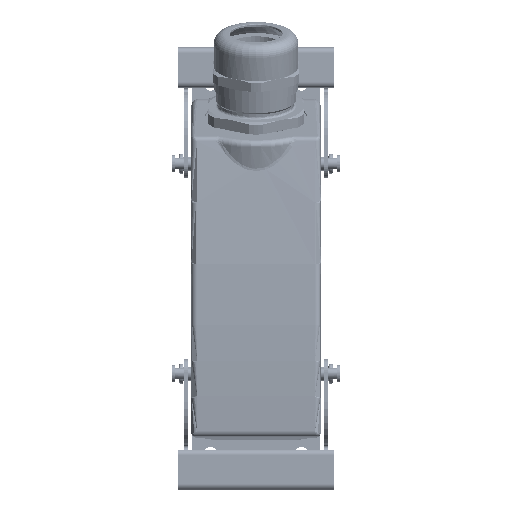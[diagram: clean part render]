
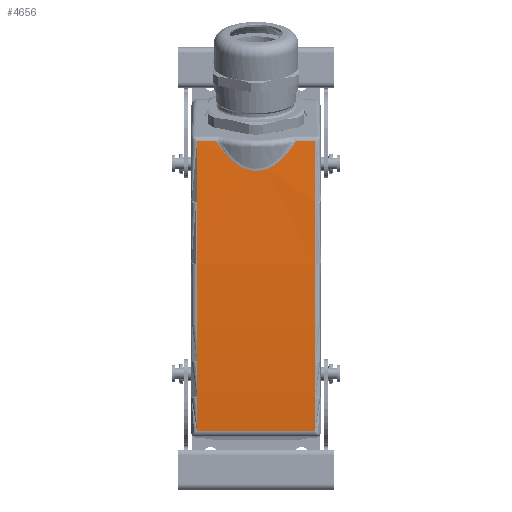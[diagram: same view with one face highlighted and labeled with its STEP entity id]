
A CAD part, top view. The second image highlights one B-rep face of the part: STEP entity #4656.
In plain terms, the highlighted cylindrical face has radius 600 mm (diameter 1200 mm), a partial arc.
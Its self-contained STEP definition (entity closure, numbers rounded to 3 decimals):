
#4497=AXIS2_PLACEMENT_3D('Circle Axis2P3D',#4495,#4496,$) ;
#4586=AXIS2_PLACEMENT_3D('Cylinder Axis2P3D',#4583,#4584,#4585) ;
#4624=AXIS2_PLACEMENT_3D('Circle Axis2P3D',#4622,#4623,$) ;
#4631=AXIS2_PLACEMENT_3D('Circle Axis2P3D',#4629,#4630,$) ;
#4636=AXIS2_PLACEMENT_3D('Circle Axis2P3D',#4634,#4635,$) ;
#3663=CARTESIAN_POINT('Vertex',(50.25,20.572,90.669)) ;
#3666=CARTESIAN_POINT('Line Origine',(29.5,20.572,90.669)) ;
#3670=CARTESIAN_POINT('Vertex',(8.75,20.572,90.669)) ;
#4492=CARTESIAN_POINT('Vertex',(50.25,57.943,92.712)) ;
#4495=CARTESIAN_POINT('Axis2P3D Location',(50.25,72.,-507.123)) ;
#4583=CARTESIAN_POINT('Axis2P3D Location',(29.5,72.,-507.123)) ;
#4589=CARTESIAN_POINT('Control Point',(15.428,122.788,90.723)) ;
#4590=CARTESIAN_POINT('Control Point',(15.883,122.056,90.785)) ;
#4591=CARTESIAN_POINT('Control Point',(16.357,121.334,90.846)) ;
#4592=CARTESIAN_POINT('Control Point',(16.85,120.626,90.904)) ;
#4593=CARTESIAN_POINT('Control Point',(18.282,118.697,91.059)) ;
#4594=CARTESIAN_POINT('Control Point',(19.901,116.906,91.195)) ;
#4595=CARTESIAN_POINT('Control Point',(21.027,115.831,91.275)) ;
#4596=CARTESIAN_POINT('Control Point',(23.047,114.246,91.388)) ;
#4597=CARTESIAN_POINT('Control Point',(25.35,113.125,91.466)) ;
#4598=CARTESIAN_POINT('Control Point',(26.298,112.772,91.49)) ;
#4599=CARTESIAN_POINT('Control Point',(28.209,112.303,91.522)) ;
#4600=CARTESIAN_POINT('Control Point',(30.177,112.292,91.522)) ;
#4601=CARTESIAN_POINT('Control Point',(31.127,112.402,91.515)) ;
#4602=CARTESIAN_POINT('Control Point',(33.364,112.924,91.48)) ;
#4603=CARTESIAN_POINT('Control Point',(35.416,113.969,91.408)) ;
#4604=CARTESIAN_POINT('Control Point',(36.532,114.716,91.355)) ;
#4605=CARTESIAN_POINT('Control Point',(38.841,116.58,91.22)) ;
#4606=CARTESIAN_POINT('Control Point',(40.804,118.792,91.051)) ;
#4607=CARTESIAN_POINT('Control Point',(41.799,120.079,90.949)) ;
#4608=CARTESIAN_POINT('Control Point',(42.718,121.414,90.84)) ;
#4609=CARTESIAN_POINT('Control Point',(43.572,122.788,90.723)) ;
#4610=CARTESIAN_POINT('Vertex',(43.572,122.788,90.723)) ;
#4612=CARTESIAN_POINT('Vertex',(15.428,122.788,90.723)) ;
#4615=CARTESIAN_POINT('Line Origine',(29.5,122.788,90.723)) ;
#4619=CARTESIAN_POINT('Vertex',(8.75,122.788,90.723)) ;
#4622=CARTESIAN_POINT('Axis2P3D Location',(8.75,72.,-507.123)) ;
#4626=CARTESIAN_POINT('Vertex',(8.75,57.943,92.712)) ;
#4629=CARTESIAN_POINT('Axis2P3D Location',(8.75,72.,-507.123)) ;
#4634=CARTESIAN_POINT('Axis2P3D Location',(50.25,72.,-507.123)) ;
#4638=CARTESIAN_POINT('Vertex',(50.25,122.788,90.723)) ;
#4641=CARTESIAN_POINT('Line Origine',(29.5,122.788,90.723)) ;
#3667=DIRECTION('Vector Direction',(-1.,0.,0.)) ;
#4496=DIRECTION('Axis2P3D Direction',(-1.,0.,0.)) ;
#4584=DIRECTION('Axis2P3D Direction',(-1.,0.,0.)) ;
#4585=DIRECTION('Axis2P3D XDirection',(0.,-0.317,0.949)) ;
#4616=DIRECTION('Vector Direction',(-1.,0.,0.)) ;
#4623=DIRECTION('Axis2P3D Direction',(-1.,0.,0.)) ;
#4630=DIRECTION('Axis2P3D Direction',(-1.,0.,0.)) ;
#4635=DIRECTION('Axis2P3D Direction',(-1.,0.,0.)) ;
#4642=DIRECTION('Vector Direction',(-1.,0.,0.)) ;
#3668=VECTOR('Line Direction',#3667,1.) ;
#4617=VECTOR('Line Direction',#4616,1.) ;
#4643=VECTOR('Line Direction',#4642,1.) ;
#4647=ORIENTED_EDGE('',*,*,#4614,.T.) ;
#4648=ORIENTED_EDGE('',*,*,#4621,.T.) ;
#4649=ORIENTED_EDGE('',*,*,#4628,.T.) ;
#4650=ORIENTED_EDGE('',*,*,#4633,.T.) ;
#4651=ORIENTED_EDGE('',*,*,#3672,.T.) ;
#4652=ORIENTED_EDGE('',*,*,#4499,.T.) ;
#4653=ORIENTED_EDGE('',*,*,#4640,.T.) ;
#4654=ORIENTED_EDGE('',*,*,#4645,.T.) ;
#4656=ADVANCED_FACE('1802380000 HDC-KIT-HE 24.130 M.1\\1787750000_S.1\\Hood',(#4655),#4587,.T.) ;
#4588=B_SPLINE_CURVE_WITH_KNOTS('',5,(#4589,#4590,#4591,#4592,#4593,#4594,#4595,#4596,#4597,#4598,#4599,#4600,#4601,#4602,#4603,#4604,#4605,#4606,#4607,#4608,#4609),.UNSPECIFIED.,.F.,.U.,(6,3,3,3,3,3,6),(0.,6.161,17.123,24.198,30.879,40.299,51.859),.UNSPECIFIED.) ;
#4498=CIRCLE('generated circle',#4497,600.) ;
#4625=CIRCLE('generated circle',#4624,600.) ;
#4632=CIRCLE('generated circle',#4631,600.) ;
#4637=CIRCLE('generated circle',#4636,600.) ;
#4587=CYLINDRICAL_SURFACE('generated cylinder',#4586,600.) ;
#3672=EDGE_CURVE('',#3671,#3664,#3669,.F.) ;
#4499=EDGE_CURVE('',#3664,#4493,#4498,.T.) ;
#4614=EDGE_CURVE('',#4611,#4613,#4588,.F.) ;
#4621=EDGE_CURVE('',#4613,#4620,#4618,.T.) ;
#4628=EDGE_CURVE('',#4620,#4627,#4625,.F.) ;
#4633=EDGE_CURVE('',#4627,#3671,#4632,.F.) ;
#4640=EDGE_CURVE('',#4493,#4639,#4637,.T.) ;
#4645=EDGE_CURVE('',#4639,#4611,#4644,.T.) ;
#4646=EDGE_LOOP('',(#4647,#4648,#4649,#4650,#4651,#4652,#4653,#4654)) ;
#4655=FACE_OUTER_BOUND('',#4646,.T.) ;
#3669=LINE('Line',#3666,#3668) ;
#4618=LINE('Line',#4615,#4617) ;
#4644=LINE('Line',#4641,#4643) ;
#3664=VERTEX_POINT('',#3663) ;
#3671=VERTEX_POINT('',#3670) ;
#4493=VERTEX_POINT('',#4492) ;
#4611=VERTEX_POINT('',#4610) ;
#4613=VERTEX_POINT('',#4612) ;
#4620=VERTEX_POINT('',#4619) ;
#4627=VERTEX_POINT('',#4626) ;
#4639=VERTEX_POINT('',#4638) ;
